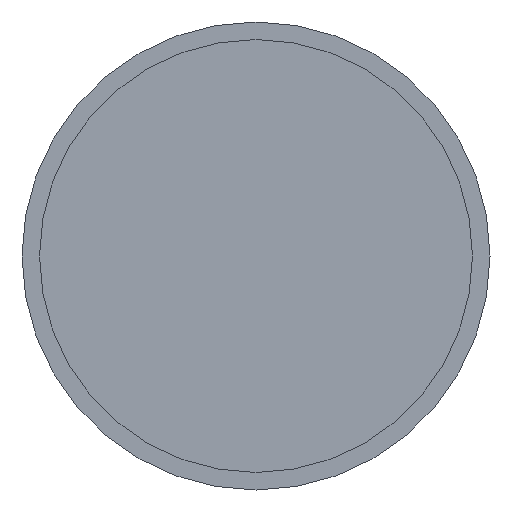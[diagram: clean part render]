
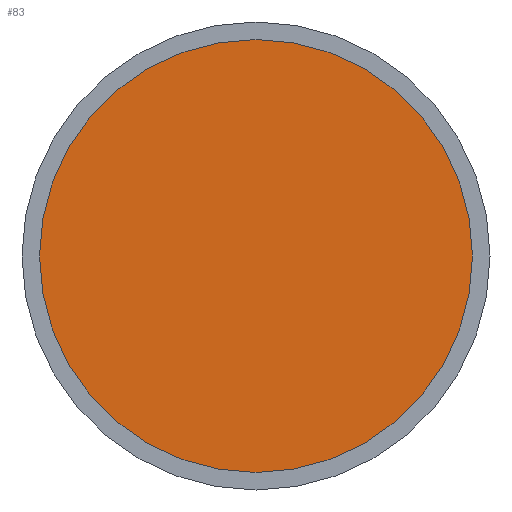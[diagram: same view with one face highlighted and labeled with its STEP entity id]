
A CAD part, front view. The second image highlights one B-rep face of the part: STEP entity #83.
In plain terms, the highlighted planar face has unit normal (0, -1, 0).
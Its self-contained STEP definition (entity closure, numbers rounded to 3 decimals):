
#83 = ADVANCED_FACE( '', ( #173 ), #174, .F. );
#173 = FACE_OUTER_BOUND( '', #290, .T. );
#174 = PLANE( '', #291 );
#290 = EDGE_LOOP( '', ( #419 ) );
#291 = AXIS2_PLACEMENT_3D( '', #420, #421, #422 );
#419 = ORIENTED_EDGE( '', *, *, #448, .T. );
#420 = CARTESIAN_POINT( '', ( 46.25, 3., 0. ) );
#421 = DIRECTION( '', ( 0., 1., 0. ) );
#422 = DIRECTION( '', ( 0., 0., 1. ) );
#448 = EDGE_CURVE( '', #505, #505, #506, .T. );
#505 = VERTEX_POINT( '', #579 );
#506 = CIRCLE( '', #580, 46.25 );
#579 = CARTESIAN_POINT( '', ( 0., 3., -46.25 ) );
#580 = AXIS2_PLACEMENT_3D( '', #661, #662, #663 );
#661 = CARTESIAN_POINT( '', ( 0., 3., 0. ) );
#662 = DIRECTION( '', ( 0., -1., 0. ) );
#663 = DIRECTION( '', ( 0., 0., -1. ) );
